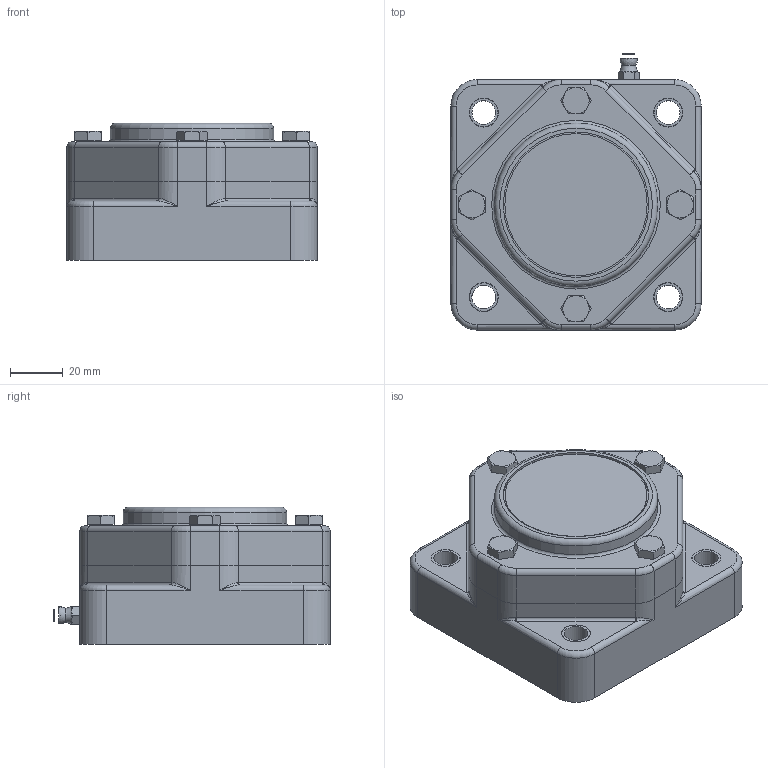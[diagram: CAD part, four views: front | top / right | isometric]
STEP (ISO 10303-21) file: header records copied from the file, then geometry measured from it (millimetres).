
FILE_DESCRIPTION(/* description */ (''),/* implementation_level */ '2;1');
FILE_NAME(/* name */ 'NGB25F40.stp',/* time_stamp */ '2024-09-27T08:26:32+02:00',/* author */ ('rkk'),/* organization */ (''),/* preprocessor_version */ 'ST-DEVELOPER v19.2',/* originating_system */ 'Autodesk Inventor 2023',/* authorisation */ '');
FILE_SCHEMA (('AUTOMOTIVE_DESIGN { 1 0 10303 214 3 1 1 }'));
Length unit declared in the file: millimetre
Products named in the file (1): Part12
Bounding box: 95 x 104.8 x 52.15 mm (x, y, z)
Volume: 294790 mm3; surface area: 72643.2 mm2
Topology: 6 solids, 20 shells, 616 faces, 1534 edges, 960 vertices
Faces by surface type: cylinder 228, plane 212, torus 90, cone 73, bspline 8, sphere 5
Full cylindrical faces by diameter (mm): 2.4 x1, 3 x1, 4 x1, 4.917 x4, 5.459 x4, 6 x7, 6.5 x4, 8 x2, 8.7 x4, 9 x8, 11 x4, 25 x2, 29.2 x1, 30.5 x2, 31.5 x1, 32.87 x2, 34.45 x1, 35 x1, 37.5 x1, 42.35 x1, 43.93 x4, 54 x2, 55.2 x1, 60.5 x2, 61.86 x3, 62 x1
Entity records: 20438 total; most frequent: CARTESIAN_POINT 4740, DIRECTION 3293, ORIENTED_EDGE 3058, EDGE_CURVE 1529, AXIS2_PLACEMENT_3D 1339, VERTEX_POINT 984, CIRCLE 730, EDGE_LOOP 711
